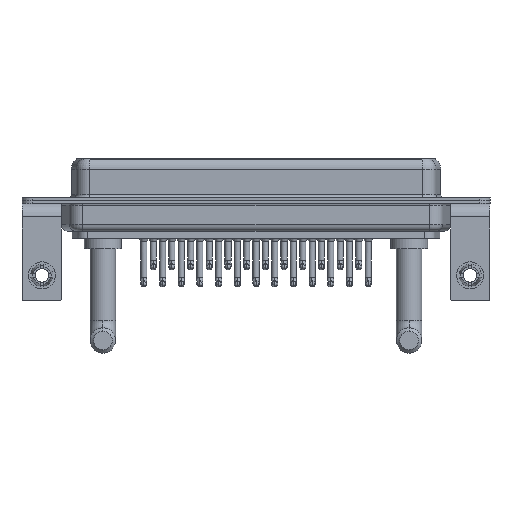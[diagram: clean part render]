
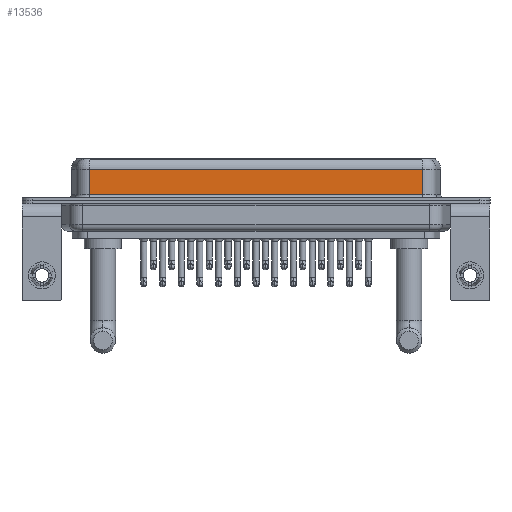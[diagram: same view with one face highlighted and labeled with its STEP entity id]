
A CAD part, front view. The second image highlights one B-rep face of the part: STEP entity #13536.
In plain terms, the highlighted planar face has unit normal (0, -1, 0).
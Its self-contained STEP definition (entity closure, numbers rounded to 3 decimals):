
#340 = EDGE_CURVE ( 'NONE', #13485, #10725, #25971, .T. ) ;
#734 = EDGE_CURVE ( 'NONE', #22426, #13485, #19905, .T. ) ;
#1503 = CARTESIAN_POINT ( 'NONE',  ( 56.462, -3.95, 0.9 ) ) ;
#2423 = AXIS2_PLACEMENT_3D ( 'NONE', #23701, #17267, #17394 ) ;
#2516 = PLANE ( 'NONE',  #2423 ) ;
#4236 = ORIENTED_EDGE ( 'NONE', *, *, #23895, .T. ) ;
#5946 = VECTOR ( 'NONE', #26069, 1000. ) ;
#9228 = LINE ( 'NONE', #26791, #16495 ) ;
#9785 = ORIENTED_EDGE ( 'NONE', *, *, #734, .T. ) ;
#10725 = VERTEX_POINT ( 'NONE', #15912 ) ;
#12869 = EDGE_CURVE ( 'NONE', #22426, #17324, #9228, .T. ) ;
#13485 = VERTEX_POINT ( 'NONE', #19329 ) ;
#13536 = ADVANCED_FACE ( 'NONE', ( #13546 ), #2516, .F. ) ;
#13546 = FACE_OUTER_BOUND ( 'NONE', #23984, .T. ) ;
#13750 = CARTESIAN_POINT ( 'NONE',  ( 7.038, -3.95, 6.4 ) ) ;
#14014 = DIRECTION ( 'NONE',  ( 0., 0., -1. ) ) ;
#14207 = CARTESIAN_POINT ( 'NONE',  ( 56.462, -3.95, 4.65 ) ) ;
#15246 = CARTESIAN_POINT ( 'NONE',  ( 56.462, -3.95, 4.65 ) ) ;
#15262 = ORIENTED_EDGE ( 'NONE', *, *, #340, .T. ) ;
#15912 = CARTESIAN_POINT ( 'NONE',  ( 7.038, -3.95, 0.9 ) ) ;
#16495 = VECTOR ( 'NONE', #14014, 1000. ) ;
#17267 = DIRECTION ( 'NONE',  ( 0., 1., 0. ) ) ;
#17324 = VERTEX_POINT ( 'NONE', #1503 ) ;
#17394 = DIRECTION ( 'NONE',  ( 0., 0., 1. ) ) ;
#17891 = VECTOR ( 'NONE', #24044, 1000. ) ;
#18414 = LINE ( 'NONE', #20055, #26354 ) ;
#19329 = CARTESIAN_POINT ( 'NONE',  ( 7.038, -3.95, 4.65 ) ) ;
#19905 = LINE ( 'NONE', #15246, #5946 ) ;
#20055 = CARTESIAN_POINT ( 'NONE',  ( 56.462, -3.95, 0.9 ) ) ;
#22426 = VERTEX_POINT ( 'NONE', #14207 ) ;
#23701 = CARTESIAN_POINT ( 'NONE',  ( 56.462, -3.95, 6.4 ) ) ;
#23895 = EDGE_CURVE ( 'NONE', #10725, #17324, #18414, .T. ) ;
#23984 = EDGE_LOOP ( 'NONE', ( #25965, #9785, #15262, #4236 ) ) ;
#24044 = DIRECTION ( 'NONE',  ( 0., 0., -1. ) ) ;
#24437 = DIRECTION ( 'NONE',  ( 1., 0., 0. ) ) ;
#25965 = ORIENTED_EDGE ( 'NONE', *, *, #12869, .F. ) ;
#25971 = LINE ( 'NONE', #13750, #17891 ) ;
#26069 = DIRECTION ( 'NONE',  ( -1., 0., 0. ) ) ;
#26354 = VECTOR ( 'NONE', #24437, 1000. ) ;
#26791 = CARTESIAN_POINT ( 'NONE',  ( 56.462, -3.95, 6.4 ) ) ;
